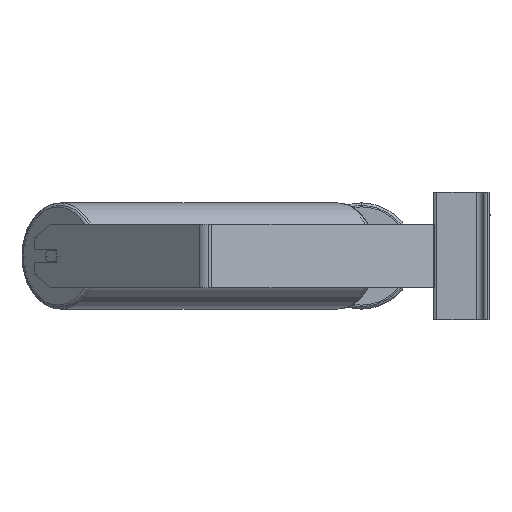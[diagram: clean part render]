
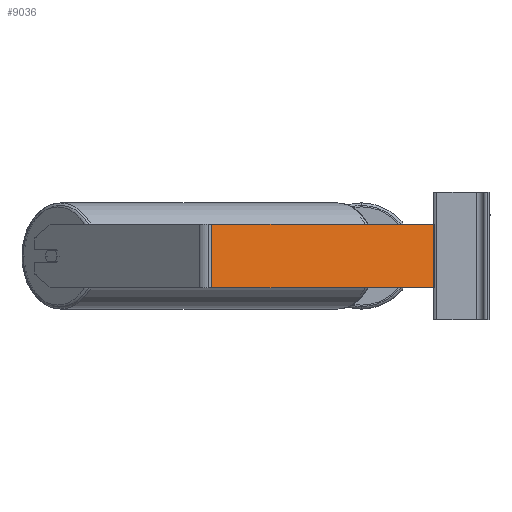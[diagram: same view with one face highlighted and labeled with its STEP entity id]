
A CAD part, left-side view. The second image highlights one B-rep face of the part: STEP entity #9036.
In plain terms, the highlighted planar face has unit normal (-0.966, -0.259, 0).
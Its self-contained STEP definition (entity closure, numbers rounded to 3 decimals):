
#306 = VECTOR ( 'NONE', #11012, 1000. ) ;
#522 = EDGE_CURVE ( 'NONE', #8961, #7727, #2494, .T. ) ;
#616 = CARTESIAN_POINT ( 'NONE',  ( -787.727, 9.447, -40. ) ) ;
#658 = CARTESIAN_POINT ( 'NONE',  ( -864.813, 297.134, 40. ) ) ;
#906 = VERTEX_POINT ( 'NONE', #8778 ) ;
#926 = LINE ( 'NONE', #6208, #4794 ) ;
#2173 = ORIENTED_EDGE ( 'NONE', *, *, #5218, .T. ) ;
#2229 = DIRECTION ( 'NONE',  ( 0., 0., -1. ) ) ;
#2494 = LINE ( 'NONE', #8128, #7261 ) ;
#2546 = DIRECTION ( 'NONE',  ( 0.259, -0.966, 0. ) ) ;
#3663 = VERTEX_POINT ( 'NONE', #6355 ) ;
#4022 = PLANE ( 'NONE',  #8873 ) ;
#4062 = ORIENTED_EDGE ( 'NONE', *, *, #7075, .F. ) ;
#4105 = ORIENTED_EDGE ( 'NONE', *, *, #522, .F. ) ;
#4146 = DIRECTION ( 'NONE',  ( 0.966, 0.259, 0. ) ) ;
#4176 = LINE ( 'NONE', #5979, #306 ) ;
#4317 = VECTOR ( 'NONE', #2546, 1000. ) ;
#4794 = VECTOR ( 'NONE', #9659, 1000. ) ;
#5218 = EDGE_CURVE ( 'NONE', #906, #3663, #926, .T. ) ;
#5979 = CARTESIAN_POINT ( 'NONE',  ( -864.813, 297.134, -40. ) ) ;
#6208 = CARTESIAN_POINT ( 'NONE',  ( -862.422, 288.212, 40. ) ) ;
#6355 = CARTESIAN_POINT ( 'NONE',  ( -862.422, 288.212, -40. ) ) ;
#6457 = CARTESIAN_POINT ( 'NONE',  ( -787.727, 9.447, 40. ) ) ;
#6513 = DIRECTION ( 'NONE',  ( -0.259, 0.966, 0. ) ) ;
#6852 = LINE ( 'NONE', #7819, #4317 ) ;
#7075 = EDGE_CURVE ( 'NONE', #906, #8961, #6852, .T. ) ;
#7261 = VECTOR ( 'NONE', #2229, 1000. ) ;
#7295 = EDGE_LOOP ( 'NONE', ( #9887, #4105, #4062, #2173 ) ) ;
#7543 = FACE_OUTER_BOUND ( 'NONE', #7295, .T. ) ;
#7727 = VERTEX_POINT ( 'NONE', #616 ) ;
#7819 = CARTESIAN_POINT ( 'NONE',  ( -864.813, 297.134, 40. ) ) ;
#8128 = CARTESIAN_POINT ( 'NONE',  ( -787.727, 9.447, 40. ) ) ;
#8778 = CARTESIAN_POINT ( 'NONE',  ( -862.422, 288.212, 40. ) ) ;
#8873 = AXIS2_PLACEMENT_3D ( 'NONE', #658, #4146, #6513 ) ;
#8961 = VERTEX_POINT ( 'NONE', #6457 ) ;
#9036 = ADVANCED_FACE ( 'NONE', ( #7543 ), #4022, .F. ) ;
#9659 = DIRECTION ( 'NONE',  ( 0., 0., -1. ) ) ;
#9802 = EDGE_CURVE ( 'NONE', #3663, #7727, #4176, .T. ) ;
#9887 = ORIENTED_EDGE ( 'NONE', *, *, #9802, .T. ) ;
#11012 = DIRECTION ( 'NONE',  ( 0.259, -0.966, 0. ) ) ;
